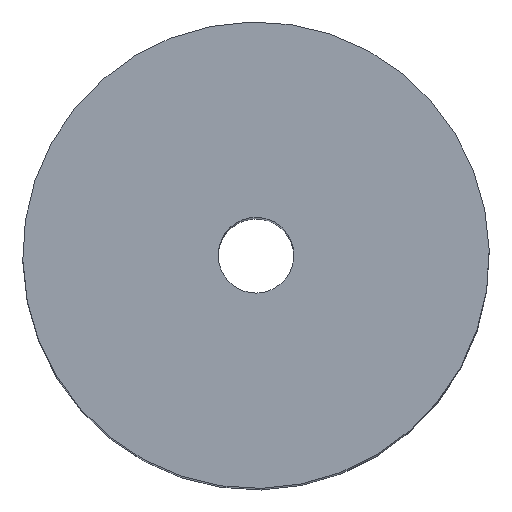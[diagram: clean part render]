
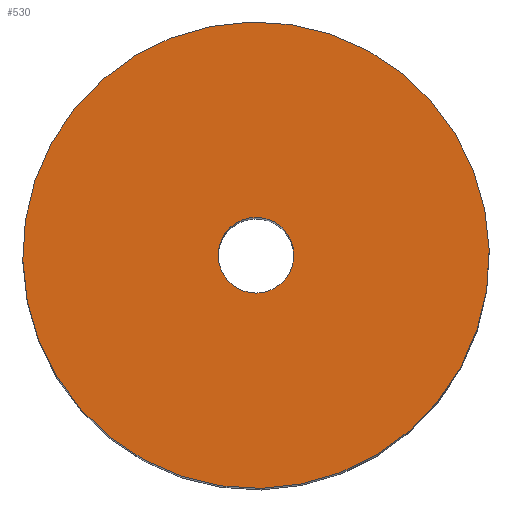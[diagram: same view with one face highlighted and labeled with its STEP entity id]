
A CAD part, top view. The second image highlights one B-rep face of the part: STEP entity #530.
In plain terms, the highlighted planar face has unit normal (0, 0, 1).
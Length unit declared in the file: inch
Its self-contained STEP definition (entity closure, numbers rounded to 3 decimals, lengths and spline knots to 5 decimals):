
#474=AXIS2_PLACEMENT_3D('Circle Axis2P3D',#472,#473,$) ;
#493=AXIS2_PLACEMENT_3D('Circle Axis2P3D',#491,#492,$) ;
#506=AXIS2_PLACEMENT_3D('Plane Axis2P3D',#503,#504,#505) ;
#514=AXIS2_PLACEMENT_3D('Circle Axis2P3D',#512,#513,$) ;
#523=AXIS2_PLACEMENT_3D('Circle Axis2P3D',#521,#522,$) ;
#469=CARTESIAN_POINT('Vertex',(1.10747,2.02722,8.9375)) ;
#472=CARTESIAN_POINT('Axis2P3D Location',(0.,0.,8.9375)) ;
#476=CARTESIAN_POINT('Vertex',(-1.10747,-2.02722,8.9375)) ;
#491=CARTESIAN_POINT('Axis2P3D Location',(0.,0.,8.9375)) ;
#503=CARTESIAN_POINT('Axis2P3D Location',(0.,2.31,8.9375)) ;
#512=CARTESIAN_POINT('Axis2P3D Location',(0.,0.,8.9375)) ;
#516=CARTESIAN_POINT('Vertex',(-0.17978,-0.32909,8.9375)) ;
#518=CARTESIAN_POINT('Vertex',(0.17978,0.32909,8.9375)) ;
#521=CARTESIAN_POINT('Axis2P3D Location',(0.,0.,8.9375)) ;
#473=DIRECTION('Axis2P3D Direction',(0.,0.,-0.039)) ;
#492=DIRECTION('Axis2P3D Direction',(0.,0.,-0.039)) ;
#504=DIRECTION('Axis2P3D Direction',(0.,0.,-0.039)) ;
#505=DIRECTION('Axis2P3D XDirection',(0.039,0.,0.)) ;
#513=DIRECTION('Axis2P3D Direction',(0.,0.,-0.039)) ;
#522=DIRECTION('Axis2P3D Direction',(0.,0.,-0.039)) ;
#509=ORIENTED_EDGE('',*,*,#478,.F.) ;
#510=ORIENTED_EDGE('',*,*,#495,.F.) ;
#527=ORIENTED_EDGE('',*,*,#520,.T.) ;
#528=ORIENTED_EDGE('',*,*,#525,.T.) ;
#529=FACE_BOUND('',#526,.T.) ;
#530=ADVANCED_FACE('PartBody',(#511,#529),#507,.F.) ;
#475=CIRCLE('generated circle',#474,2.31) ;
#494=CIRCLE('generated circle',#493,2.31) ;
#515=CIRCLE('generated circle',#514,0.375) ;
#524=CIRCLE('generated circle',#523,0.375) ;
#478=EDGE_CURVE('',#470,#477,#475,.T.) ;
#495=EDGE_CURVE('',#477,#470,#494,.T.) ;
#520=EDGE_CURVE('',#517,#519,#515,.T.) ;
#525=EDGE_CURVE('',#519,#517,#524,.T.) ;
#508=EDGE_LOOP('',(#509,#510)) ;
#526=EDGE_LOOP('',(#527,#528)) ;
#511=FACE_OUTER_BOUND('',#508,.T.) ;
#507=PLANE('',#506) ;
#470=VERTEX_POINT('',#469) ;
#477=VERTEX_POINT('',#476) ;
#517=VERTEX_POINT('',#516) ;
#519=VERTEX_POINT('',#518) ;
